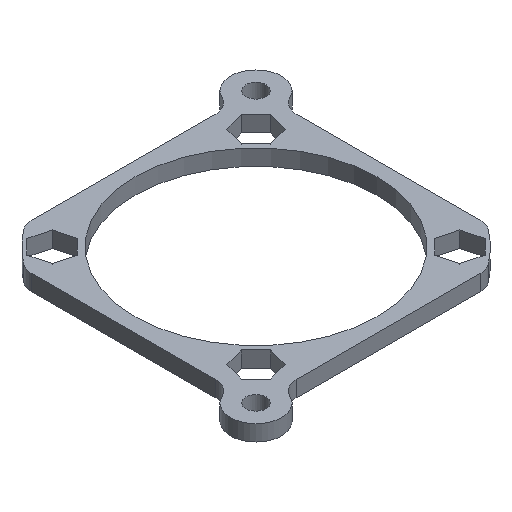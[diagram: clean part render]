
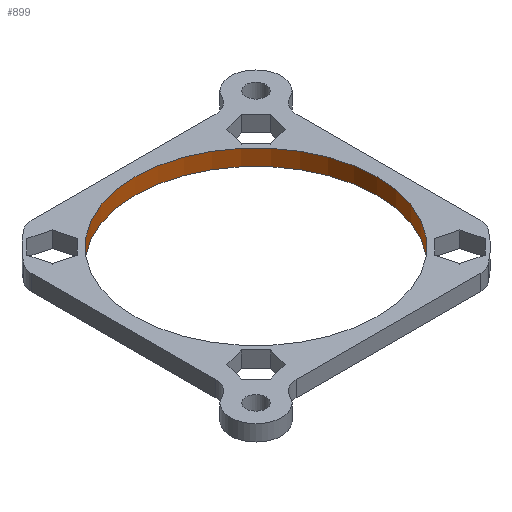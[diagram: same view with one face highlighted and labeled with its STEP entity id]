
A CAD part, isometric view. The second image highlights one B-rep face of the part: STEP entity #899.
In plain terms, the highlighted cylindrical face has radius 19 mm (diameter 38 mm), a full revolution.
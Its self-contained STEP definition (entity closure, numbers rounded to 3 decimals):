
#33=CIRCLE('',#963,19.);
#34=CIRCLE('',#964,19.);
#61=CYLINDRICAL_SURFACE('',#962,19.);
#94=FACE_OUTER_BOUND('',#139,.T.);
#139=EDGE_LOOP('',(#671,#672,#673,#674));
#234=LINE('',#1389,#333);
#333=VECTOR('',#1123,19.);
#416=VERTEX_POINT('',#1386);
#417=VERTEX_POINT('',#1388);
#522=EDGE_CURVE('',#416,#416,#33,.T.);
#523=EDGE_CURVE('',#416,#417,#234,.T.);
#524=EDGE_CURVE('',#417,#417,#34,.T.);
#671=ORIENTED_EDGE('',*,*,#522,.F.);
#672=ORIENTED_EDGE('',*,*,#523,.T.);
#673=ORIENTED_EDGE('',*,*,#524,.T.);
#674=ORIENTED_EDGE('',*,*,#523,.F.);
#899=ADVANCED_FACE('',(#94),#61,.F.);
#962=AXIS2_PLACEMENT_3D('',#1385,#1119,#1120);
#963=AXIS2_PLACEMENT_3D('',#1387,#1121,#1122);
#964=AXIS2_PLACEMENT_3D('',#1390,#1124,#1125);
#1119=DIRECTION('center_axis',(0.,0.,1.));
#1120=DIRECTION('ref_axis',(-1.,0.,0.));
#1121=DIRECTION('center_axis',(0.,0.,-1.));
#1122=DIRECTION('ref_axis',(-1.,0.,0.));
#1123=DIRECTION('',(0.,0.,-1.));
#1124=DIRECTION('center_axis',(0.,0.,-1.));
#1125=DIRECTION('ref_axis',(-1.,0.,0.));
#1385=CARTESIAN_POINT('Origin',(0.,0.,14.));
#1386=CARTESIAN_POINT('',(19.,0.,16.5));
#1387=CARTESIAN_POINT('Origin',(0.,0.,16.5));
#1388=CARTESIAN_POINT('',(19.,0.,14.));
#1389=CARTESIAN_POINT('',(19.,0.,14.));
#1390=CARTESIAN_POINT('Origin',(0.,0.,14.));
